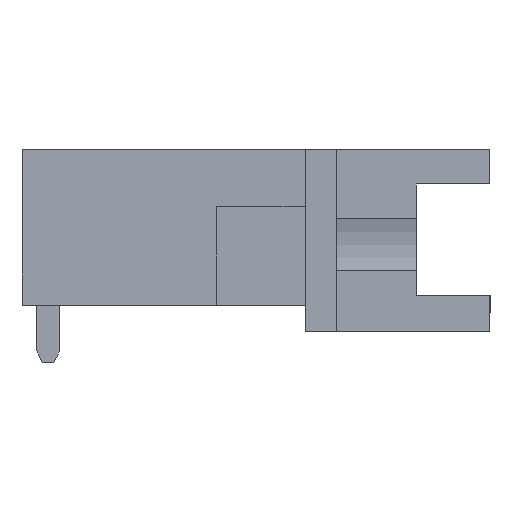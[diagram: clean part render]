
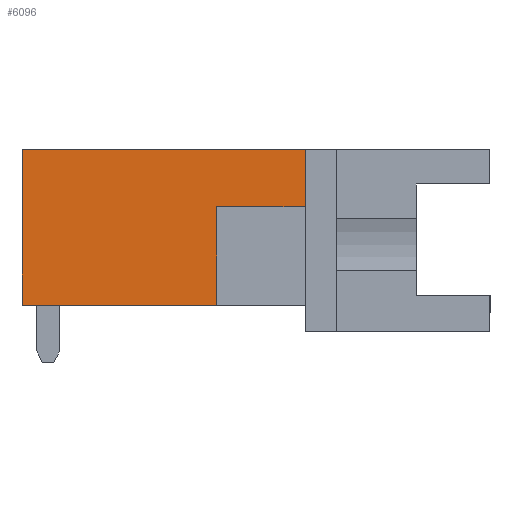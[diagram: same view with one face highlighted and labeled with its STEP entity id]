
A CAD part, front view. The second image highlights one B-rep face of the part: STEP entity #6096.
In plain terms, the highlighted planar face has unit normal (0, -1, 0).
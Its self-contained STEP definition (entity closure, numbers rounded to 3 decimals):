
#5913=CARTESIAN_POINT('',(15.7,-78.78,9.5));
#5914=VERTEX_POINT('',#5913);
#5921=CARTESIAN_POINT('',(15.7,-78.78,0.0));
#5922=VERTEX_POINT('',#5921);
#5923=CARTESIAN_POINT('',(15.7,-78.78,0.0));
#5924=DIRECTION('',(0.0,0.0,1.0));
#5925=VECTOR('',#5924,9.5);
#5926=LINE('',#5923,#5925);
#5927=EDGE_CURVE('',#5922,#5914,#5926,.T.);
#6066=CARTESIAN_POINT('',(15.7,-78.78,0.0));
#6067=DIRECTION('',(0.0,-1.0,0.0));
#6068=DIRECTION('',(0.0,0.0,1.0));
#6069=AXIS2_PLACEMENT_3D('',#6066,#6067,#6068);
#6070=PLANE('',#6069);
#6071=CARTESIAN_POINT('',(-1.6,-78.78,9.5));
#6072=VERTEX_POINT('',#6071);
#6073=CARTESIAN_POINT('',(15.7,-78.78,9.5));
#6074=DIRECTION('',(-1.0,0.0,0.0));
#6075=VECTOR('',#6074,17.3);
#6076=LINE('',#6073,#6075);
#6077=EDGE_CURVE('',#5914,#6072,#6076,.T.);
#6078=ORIENTED_EDGE('',*,*,#6077,.T.);
#6079=CARTESIAN_POINT('',(-1.6,-78.78,0.0));
#6080=VERTEX_POINT('',#6079);
#6081=CARTESIAN_POINT('',(-1.6,-78.78,0.0));
#6082=DIRECTION('',(0.0,0.0,1.0));
#6083=VECTOR('',#6082,9.5);
#6084=LINE('',#6081,#6083);
#6085=EDGE_CURVE('',#6080,#6072,#6084,.T.);
#6086=ORIENTED_EDGE('',*,*,#6085,.F.);
#6087=CARTESIAN_POINT('',(-1.6,-78.78,0.0));
#6088=DIRECTION('',(1.0,0.0,0.0));
#6089=VECTOR('',#6088,17.3);
#6090=LINE('',#6087,#6089);
#6091=EDGE_CURVE('',#6080,#5922,#6090,.T.);
#6092=ORIENTED_EDGE('',*,*,#6091,.T.);
#6093=ORIENTED_EDGE('',*,*,#5927,.T.);
#6094=EDGE_LOOP('',(#6078,#6086,#6092,#6093));
#6095=FACE_OUTER_BOUND('',#6094,.T.);
#6096=ADVANCED_FACE('',(#6095),#6070,.T.);
